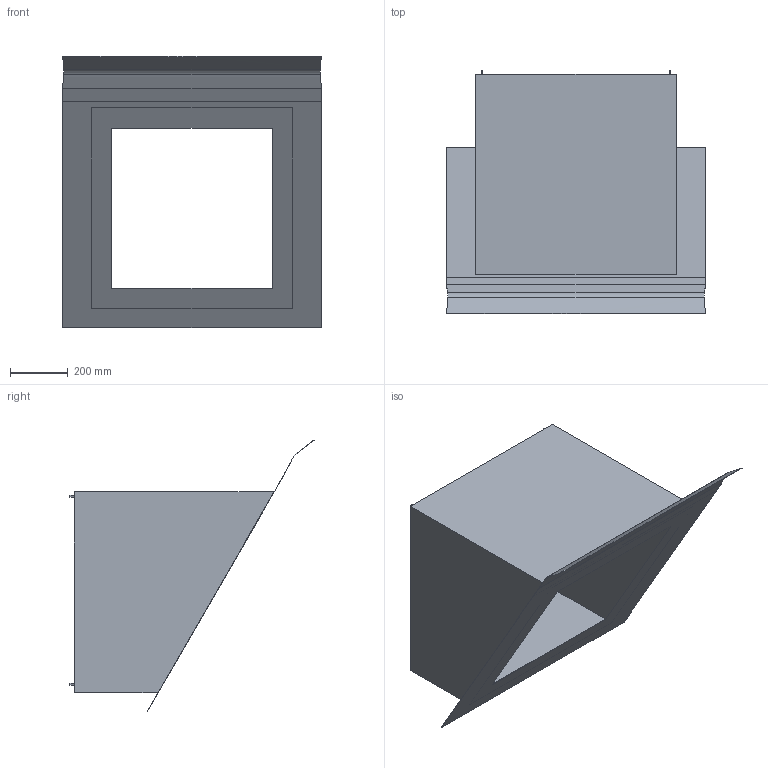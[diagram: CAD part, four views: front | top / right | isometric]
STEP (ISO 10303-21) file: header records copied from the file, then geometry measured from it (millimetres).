
FILE_DESCRIPTION (( 'STEP AP214' ), '1' );
FILE_NAME ('SDS 40.step', '2009-11-24T14:29:27', ( 'Wolfgang Schmidt' ), ( 'WS-KO' ), 'SwSTEP 2.0', 'SolidWorks 2009', '' );
FILE_SCHEMA (( 'AUTOMOTIVE_DESIGN' ));
Length unit declared in the file: millimetre
Products named in the file (1): SDS 40
Bounding box: 895.41 x 844.18 x 940.3 mm (x, y, z)
Volume: 86541560.5 mm3; surface area: 3705523.4 mm2
Topology: 1 solids, 1 shells, 63 faces, 158 edges, 102 vertices
Faces by surface type: cylinder 34, plane 29
Entity records: 2121 total; most frequent: CARTESIAN_POINT 502, ORIENTED_EDGE 316, DIRECTION 266, EDGE_CURVE 158, VERTEX_POINT 102, AXIS2_PLACEMENT_3D 90, VECTOR 86, LINE 86
